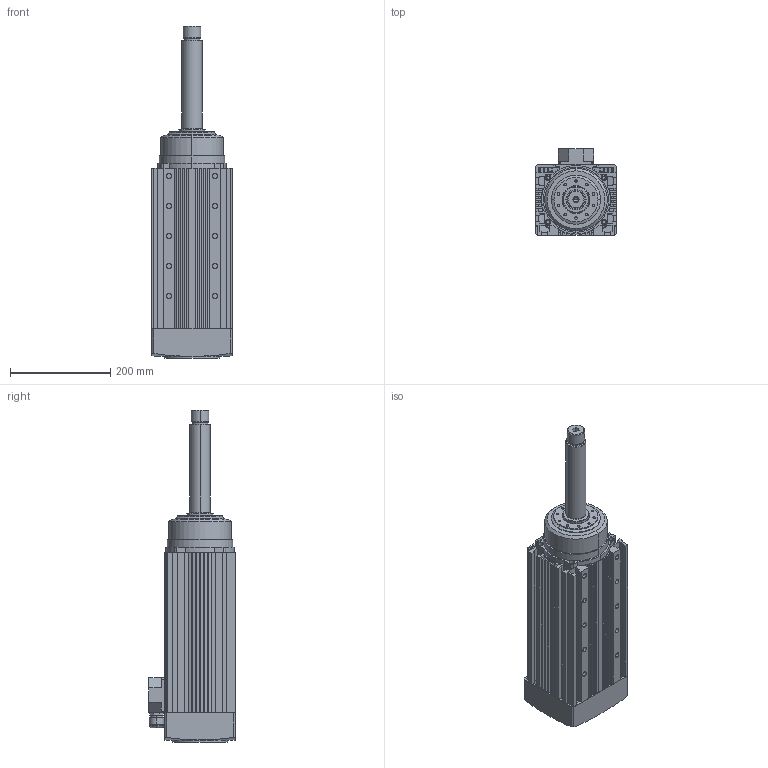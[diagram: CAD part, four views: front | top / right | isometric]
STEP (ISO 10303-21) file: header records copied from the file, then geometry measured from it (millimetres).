
FILE_DESCRIPTION (( 'STEP AP214' ), '1' );
FILE_NAME ('GDF71-4-8Z-5.STEP', '2021-05-22T01:33:04', ( '萇齟' ), ( '' ), 'SwSTEP 2.0', 'SolidWorks 2018', '' );
FILE_SCHEMA (( 'AUTOMOTIVE_DESIGN' ));
Length unit declared in the file: millimetre
Products named in the file (8): GDF71-4-8Z-5.5-6P粣芛; GDF55-12Z-2.2PG13.5AD18; 瑞欶; GDF71-4-8Z-5; GDF71-4-8Z-5.5-6P儂褲; GDF71-4-8Z-5.5-6P前螺母; GDF71-4-8Z-5.5-6P傷裔; GDF55-12Z-2.2諉盄碟
Assembly tree (7 placements, depth 2):
  GDF71-4-8Z-5
    GDF71-4-8Z-5.5-6P儂褲
    GDF71-4-8Z-5.5-6P傷裔
    GDF71-4-8Z-5.5-6P前螺母
    GDF71-4-8Z-5.5-6P粣芛
    瑞欶
    GDF55-12Z-2.2諉盄碟
    GDF55-12Z-2.2PG13.5AD18
Bounding box: 161 x 173 x 663 mm (x, y, z)
Volume: 2998442.4 mm3; surface area: 908410.9 mm2
Topology: 7 solids, 7 shells, 593 faces, 1536 edges, 1005 vertices
Faces by surface type: plane 307, cylinder 240, cone 38, torus 8
Entity records: 19228 total; most frequent: CARTESIAN_POINT 3850, DIRECTION 3192, ORIENTED_EDGE 3068, EDGE_CURVE 1534, AXIS2_PLACEMENT_3D 1101, VERTEX_POINT 1005, LINE 990, VECTOR 990
